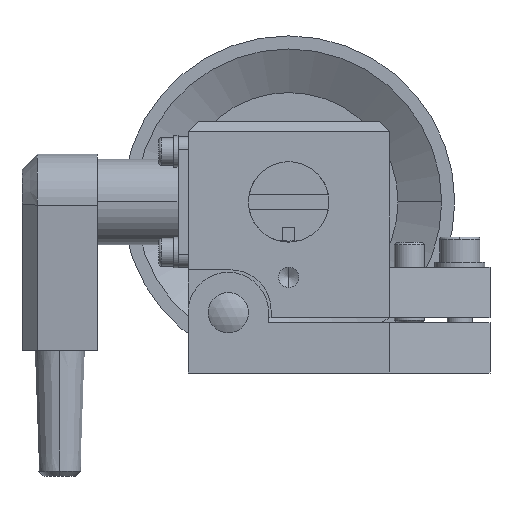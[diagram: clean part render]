
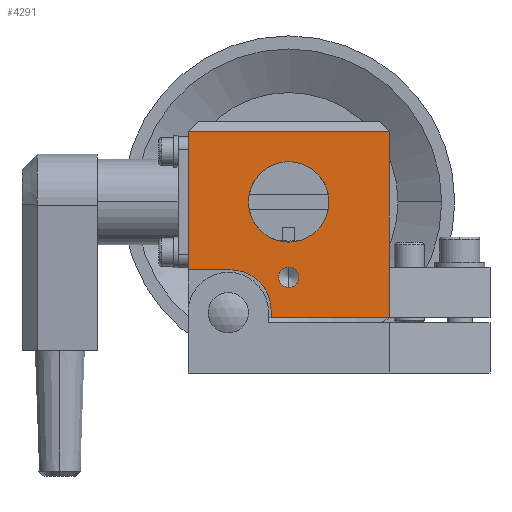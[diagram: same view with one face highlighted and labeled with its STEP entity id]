
A CAD part, left-side view. The second image highlights one B-rep face of the part: STEP entity #4291.
In plain terms, the highlighted planar face has unit normal (-1, 0, 0).
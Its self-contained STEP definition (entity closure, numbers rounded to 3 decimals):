
#2663=CARTESIAN_POINT('',(-16.0,0.0,21.0));
#2664=VERTEX_POINT('',#2663);
#2673=CARTESIAN_POINT('',(-16.0,0.,5.0));
#2674=VERTEX_POINT('',#2673);
#2675=CARTESIAN_POINT('',(-16.0,0.0,13.0));
#2676=DIRECTION('',(1.0,0.0,0.0));
#2677=DIRECTION('',(0.0,0.0,1.0));
#2678=AXIS2_PLACEMENT_3D('',#2675,#2676,#2677);
#2679=CIRCLE('',#2678,8.0);
#2680=EDGE_CURVE('',#2674,#2664,#2679,.T.);
#3171=CARTESIAN_POINT('',(-16.0,0.0,0.0));
#3172=VERTEX_POINT('',#3171);
#3181=CARTESIAN_POINT('',(-16.0,0.,-4.0));
#3182=VERTEX_POINT('',#3181);
#3183=CARTESIAN_POINT('',(-16.0,0.0,-2.0));
#3184=DIRECTION('',(1.0,0.0,0.0));
#3185=DIRECTION('',(0.0,0.0,1.0));
#3186=AXIS2_PLACEMENT_3D('',#3183,#3184,#3185);
#3187=CIRCLE('',#3186,2.0);
#3188=EDGE_CURVE('',#3182,#3172,#3187,.T.);
#3356=CARTESIAN_POINT('',(-16.0,0.0,-2.0));
#3357=DIRECTION('',(1.0,0.0,0.0));
#3358=DIRECTION('',(0.0,0.0,1.0));
#3359=AXIS2_PLACEMENT_3D('',#3356,#3357,#3358);
#3360=CIRCLE('',#3359,2.0);
#3361=EDGE_CURVE('',#3172,#3182,#3360,.T.);
#3381=CARTESIAN_POINT('',(-16.0,-20.0,27.0));
#3382=VERTEX_POINT('',#3381);
#3419=CARTESIAN_POINT('',(-16.0,20.0,27.0));
#3420=VERTEX_POINT('',#3419);
#3427=CARTESIAN_POINT('',(-16.0,20.0,27.0));
#3428=DIRECTION('',(0.0,-1.0,0.0));
#3429=VECTOR('',#3428,40.0);
#3430=LINE('',#3427,#3429);
#3431=EDGE_CURVE('',#3420,#3382,#3430,.T.);
#3574=CARTESIAN_POINT('',(-16.0,-20.0,0.0));
#3575=VERTEX_POINT('',#3574);
#3576=CARTESIAN_POINT('',(-16.0,-20.0,0.0));
#3577=DIRECTION('',(0.0,0.0,1.0));
#3578=VECTOR('',#3577,27.0);
#3579=LINE('',#3576,#3578);
#3580=EDGE_CURVE('',#3575,#3382,#3579,.T.);
#4030=CARTESIAN_POINT('',(-16.0,20.,-0.5));
#4031=VERTEX_POINT('',#4030);
#4038=CARTESIAN_POINT('',(-16.0,20.,-0.5));
#4039=DIRECTION('',(0.0,0.0,1.0));
#4040=VECTOR('',#4039,27.5);
#4041=LINE('',#4038,#4040);
#4042=EDGE_CURVE('',#4031,#3420,#4041,.T.);
#4171=CARTESIAN_POINT('',(-16.0,3.5,-8.5));
#4172=VERTEX_POINT('',#4171);
#4179=CARTESIAN_POINT('',(-16.0,11.5,-0.5));
#4180=VERTEX_POINT('',#4179);
#4181=CARTESIAN_POINT('',(-16.,11.5,-8.5));
#4182=DIRECTION('',(-1.,0.0,0.0));
#4183=DIRECTION('',(0.0,-0.707,0.707));
#4184=AXIS2_PLACEMENT_3D('',#4181,#4182,#4183);
#4185=CIRCLE('',#4184,8.);
#4186=EDGE_CURVE('',#4172,#4180,#4185,.T.);
#4203=CARTESIAN_POINT('',(-16.0,20.,-0.5));
#4204=DIRECTION('',(0.0,-1.0,0.0));
#4205=VECTOR('',#4204,8.5);
#4206=LINE('',#4203,#4205);
#4207=EDGE_CURVE('',#4031,#4180,#4206,.T.);
#4221=CARTESIAN_POINT('',(-16.0,3.5,-10.));
#4222=VERTEX_POINT('',#4221);
#4229=CARTESIAN_POINT('',(-16.0,3.5,-8.5));
#4230=DIRECTION('',(0.0,0.0,-1.0));
#4231=VECTOR('',#4230,1.5);
#4232=LINE('',#4229,#4231);
#4233=EDGE_CURVE('',#4172,#4222,#4232,.T.);
#4250=CARTESIAN_POINT('',(-16.0,-22.0,-11.85));
#4251=DIRECTION('',(-1.0,0.0,0.0));
#4252=DIRECTION('',(0.0,0.0,1.0));
#4253=AXIS2_PLACEMENT_3D('',#4250,#4251,#4252);
#4254=PLANE('',#4253);
#4255=ORIENTED_EDGE('',*,*,#3431,.F.);
#4256=ORIENTED_EDGE('',*,*,#4042,.F.);
#4257=ORIENTED_EDGE('',*,*,#4207,.T.);
#4258=ORIENTED_EDGE('',*,*,#4186,.F.);
#4259=ORIENTED_EDGE('',*,*,#4233,.T.);
#4260=CARTESIAN_POINT('',(-16.0,-20.0,-10.0));
#4261=VERTEX_POINT('',#4260);
#4262=CARTESIAN_POINT('',(-16.0,-20.0,-10.0));
#4263=DIRECTION('',(0.0,1.0,0.0));
#4264=VECTOR('',#4263,23.5);
#4265=LINE('',#4262,#4264);
#4266=EDGE_CURVE('',#4261,#4222,#4265,.T.);
#4267=ORIENTED_EDGE('',*,*,#4266,.F.);
#4268=CARTESIAN_POINT('',(-16.0,-20.0,0.0));
#4269=DIRECTION('',(0.0,0.0,-1.0));
#4270=VECTOR('',#4269,10.0);
#4271=LINE('',#4268,#4270);
#4272=EDGE_CURVE('',#3575,#4261,#4271,.T.);
#4273=ORIENTED_EDGE('',*,*,#4272,.F.);
#4274=ORIENTED_EDGE('',*,*,#3580,.T.);
#4275=EDGE_LOOP('',(#4255,#4256,#4257,#4258,#4259,#4267,#4273,#4274));
#4276=FACE_OUTER_BOUND('',#4275,.T.);
#4277=ORIENTED_EDGE('',*,*,#3361,.T.);
#4278=ORIENTED_EDGE('',*,*,#3188,.T.);
#4279=EDGE_LOOP('',(#4277,#4278));
#4280=FACE_BOUND('',#4279,.T.);
#4281=CARTESIAN_POINT('',(-16.0,0.0,13.0));
#4282=DIRECTION('',(1.0,0.0,0.0));
#4283=DIRECTION('',(0.0,0.0,1.0));
#4284=AXIS2_PLACEMENT_3D('',#4281,#4282,#4283);
#4285=CIRCLE('',#4284,8.0);
#4286=EDGE_CURVE('',#2664,#2674,#4285,.T.);
#4287=ORIENTED_EDGE('',*,*,#4286,.T.);
#4288=ORIENTED_EDGE('',*,*,#2680,.T.);
#4289=EDGE_LOOP('',(#4287,#4288));
#4290=FACE_BOUND('',#4289,.T.);
#4291=ADVANCED_FACE('',(#4276,#4280,#4290),#4254,.T.);
